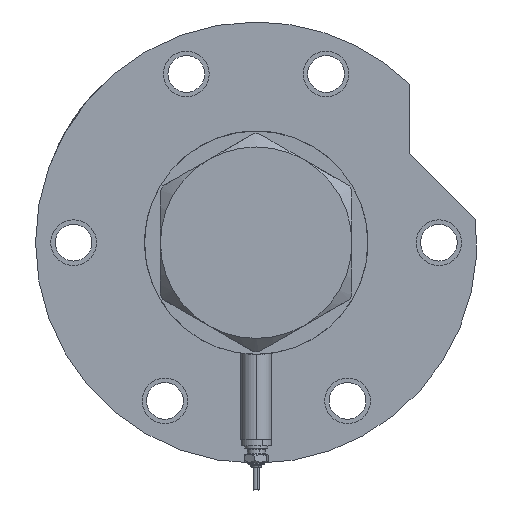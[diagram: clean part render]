
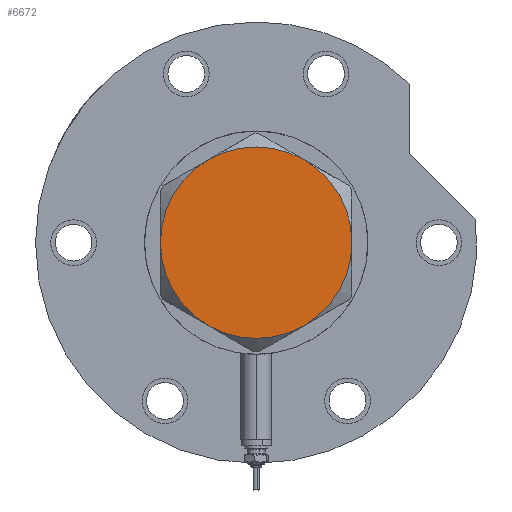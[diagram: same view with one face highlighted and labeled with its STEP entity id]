
A CAD part, left-side view. The second image highlights one B-rep face of the part: STEP entity #6672.
In plain terms, the highlighted face is planar.
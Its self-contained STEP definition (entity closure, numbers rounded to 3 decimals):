
#65 = AXIS2_PLACEMENT_3D ( 'NONE', #4043, #5809, #1174 ) ;
#101 = AXIS2_PLACEMENT_3D ( 'NONE', #1810, #4100, #6431 ) ;
#165 = VERTEX_POINT ( 'NONE', #2484 ) ;
#188 = AXIS2_PLACEMENT_3D ( 'NONE', #2445, #1519, #4764 ) ;
#354 = CARTESIAN_POINT ( 'NONE',  ( 0., 0., 13. ) ) ;
#386 = ORIENTED_EDGE ( 'NONE', *, *, #887, .T. ) ;
#450 = DIRECTION ( 'NONE',  ( 0., 0., 1. ) ) ;
#640 = CARTESIAN_POINT ( 'NONE',  ( 0., 0., 13. ) ) ;
#829 = ORIENTED_EDGE ( 'NONE', *, *, #3614, .T. ) ;
#854 = DIRECTION ( 'NONE',  ( 1., 0., 0. ) ) ;
#887 = EDGE_CURVE ( 'NONE', #5003, #165, #4826, .T. ) ;
#1174 = DIRECTION ( 'NONE',  ( 1., 0., 0. ) ) ;
#1221 = ORIENTED_EDGE ( 'NONE', *, *, #7475, .T. ) ;
#1464 = DIRECTION ( 'NONE',  ( 1., 0., 0. ) ) ;
#1519 = DIRECTION ( 'NONE',  ( 0., 0., 1. ) ) ;
#1810 = CARTESIAN_POINT ( 'NONE',  ( 0., 0., 13. ) ) ;
#2008 = EDGE_CURVE ( 'NONE', #2894, #7217, #4200, .T. ) ;
#2127 = AXIS2_PLACEMENT_3D ( 'NONE', #4368, #450, #1464 ) ;
#2389 = CARTESIAN_POINT ( 'NONE',  ( 0., 0., 13. ) ) ;
#2445 = CARTESIAN_POINT ( 'NONE',  ( 0., 0., 13. ) ) ;
#2484 = CARTESIAN_POINT ( 'NONE',  ( 37.75, 0., 13. ) ) ;
#2894 = VERTEX_POINT ( 'NONE', #6141 ) ;
#2916 = CIRCLE ( 'NONE', #101, 37.75 ) ;
#3005 = CARTESIAN_POINT ( 'NONE',  ( -18.875, 32.692, 13. ) ) ;
#3079 = CIRCLE ( 'NONE', #4283, 37.75 ) ;
#3178 = CIRCLE ( 'NONE', #4885, 37.75 ) ;
#3212 = CIRCLE ( 'NONE', #5396, 37.75 ) ;
#3234 = PLANE ( 'NONE',  #2127 ) ;
#3345 = FACE_OUTER_BOUND ( 'NONE', #3609, .T. ) ;
#3485 = CARTESIAN_POINT ( 'NONE',  ( 18.875, -32.692, 13. ) ) ;
#3609 = EDGE_LOOP ( 'NONE', ( #386, #6183, #829, #6443, #4898, #1221 ) ) ;
#3614 = EDGE_CURVE ( 'NONE', #4922, #5086, #2916, .T. ) ;
#3639 = DIRECTION ( 'NONE',  ( 1., 0., 0. ) ) ;
#3674 = DIRECTION ( 'NONE',  ( 0., 0., 1. ) ) ;
#4039 = DIRECTION ( 'NONE',  ( 1., 0., 0. ) ) ;
#4043 = CARTESIAN_POINT ( 'NONE',  ( 0., 0., 13. ) ) ;
#4100 = DIRECTION ( 'NONE',  ( 0., 0., 1. ) ) ;
#4200 = CIRCLE ( 'NONE', #65, 37.75 ) ;
#4283 = AXIS2_PLACEMENT_3D ( 'NONE', #354, #4974, #854 ) ;
#4325 = CARTESIAN_POINT ( 'NONE',  ( -18.875, -32.692, 13. ) ) ;
#4368 = CARTESIAN_POINT ( 'NONE',  ( 0., 0., 13. ) ) ;
#4630 = EDGE_CURVE ( 'NONE', #5086, #2894, #3178, .T. ) ;
#4764 = DIRECTION ( 'NONE',  ( 1., 0., 0. ) ) ;
#4826 = CIRCLE ( 'NONE', #188, 37.75 ) ;
#4885 = AXIS2_PLACEMENT_3D ( 'NONE', #640, #3674, #3639 ) ;
#4898 = ORIENTED_EDGE ( 'NONE', *, *, #2008, .T. ) ;
#4922 = VERTEX_POINT ( 'NONE', #7448 ) ;
#4974 = DIRECTION ( 'NONE',  ( 0., 0., 1. ) ) ;
#5003 = VERTEX_POINT ( 'NONE', #3485 ) ;
#5086 = VERTEX_POINT ( 'NONE', #3005 ) ;
#5396 = AXIS2_PLACEMENT_3D ( 'NONE', #2389, #5806, #4039 ) ;
#5806 = DIRECTION ( 'NONE',  ( 0., 0., 1. ) ) ;
#5809 = DIRECTION ( 'NONE',  ( 0., 0., 1. ) ) ;
#6141 = CARTESIAN_POINT ( 'NONE',  ( -37.75, 0., 13. ) ) ;
#6183 = ORIENTED_EDGE ( 'NONE', *, *, #6344, .T. ) ;
#6344 = EDGE_CURVE ( 'NONE', #165, #4922, #3079, .T. ) ;
#6431 = DIRECTION ( 'NONE',  ( 1., 0., 0. ) ) ;
#6443 = ORIENTED_EDGE ( 'NONE', *, *, #4630, .T. ) ;
#6672 = ADVANCED_FACE ( 'NONE', ( #3345 ), #3234, .T. ) ;
#7217 = VERTEX_POINT ( 'NONE', #4325 ) ;
#7448 = CARTESIAN_POINT ( 'NONE',  ( 18.875, 32.692, 13. ) ) ;
#7475 = EDGE_CURVE ( 'NONE', #7217, #5003, #3212, .T. ) ;
